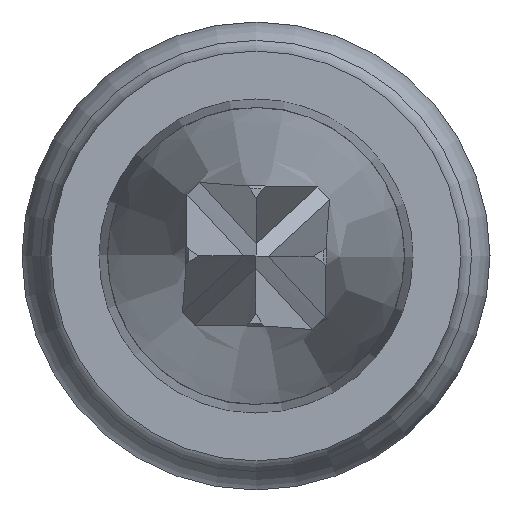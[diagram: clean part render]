
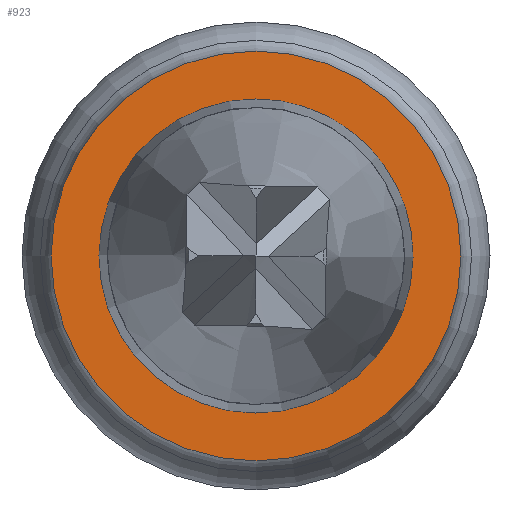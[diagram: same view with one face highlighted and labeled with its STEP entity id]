
A CAD part, left-side view. The second image highlights one B-rep face of the part: STEP entity #923.
In plain terms, the highlighted planar face has unit normal (-1, 0, 0).
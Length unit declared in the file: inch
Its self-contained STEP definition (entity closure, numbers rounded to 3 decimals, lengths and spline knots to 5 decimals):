
#8 = EDGE_LOOP ( 'NONE', ( #1923 ) ) ;
#59 = EDGE_LOOP ( 'NONE', ( #2035 ) ) ;
#225 = VERTEX_POINT ( 'NONE', #2827 ) ;
#232 = DIRECTION ( 'NONE',  ( 0., 0., 1. ) ) ;
#245 = DIRECTION ( 'NONE',  ( -1., 0., 0. ) ) ;
#453 = CARTESIAN_POINT ( 'NONE',  ( 0., 0.0165, 0. ) ) ;
#692 = CIRCLE ( 'NONE', #2447, 0.0176 ) ;
#851 = EDGE_CURVE ( 'NONE', #2438, #2438, #1748, .T. ) ;
#923 = ADVANCED_FACE ( 'NONE', ( #1377, #1345 ), #2376, .T. ) ;
#1057 = CARTESIAN_POINT ( 'NONE',  ( 0., 0., 0. ) ) ;
#1345 = FACE_OUTER_BOUND ( 'NONE', #8, .T. ) ;
#1377 = FACE_BOUND ( 'NONE', #59, .T. ) ;
#1748 = CIRCLE ( 'NONE', #2415, 0.01349 ) ;
#1923 = ORIENTED_EDGE ( 'NONE', *, *, #2290, .F. ) ;
#2020 = DIRECTION ( 'NONE',  ( 1., 0., 0. ) ) ;
#2035 = ORIENTED_EDGE ( 'NONE', *, *, #851, .F. ) ;
#2127 = DIRECTION ( 'NONE',  ( -1., 0., 0. ) ) ;
#2290 = EDGE_CURVE ( 'NONE', #225, #225, #692, .T. ) ;
#2308 = AXIS2_PLACEMENT_3D ( 'NONE', #453, #245, #232 ) ;
#2376 = PLANE ( 'NONE',  #2308 ) ;
#2415 = AXIS2_PLACEMENT_3D ( 'NONE', #2820, #2127, #3092 ) ;
#2438 = VERTEX_POINT ( 'NONE', #2454 ) ;
#2447 = AXIS2_PLACEMENT_3D ( 'NONE', #1057, #2020, #2850 ) ;
#2454 = CARTESIAN_POINT ( 'NONE',  ( 0., 0., 0.01349 ) ) ;
#2820 = CARTESIAN_POINT ( 'NONE',  ( 0., 0., 0. ) ) ;
#2827 = CARTESIAN_POINT ( 'NONE',  ( 0., 0., -0.0176 ) ) ;
#2850 = DIRECTION ( 'NONE',  ( 0., 0., -1. ) ) ;
#3092 = DIRECTION ( 'NONE',  ( 0., 0., 1. ) ) ;
